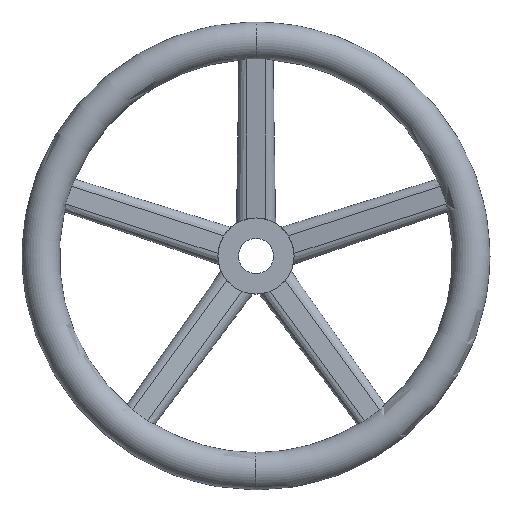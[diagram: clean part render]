
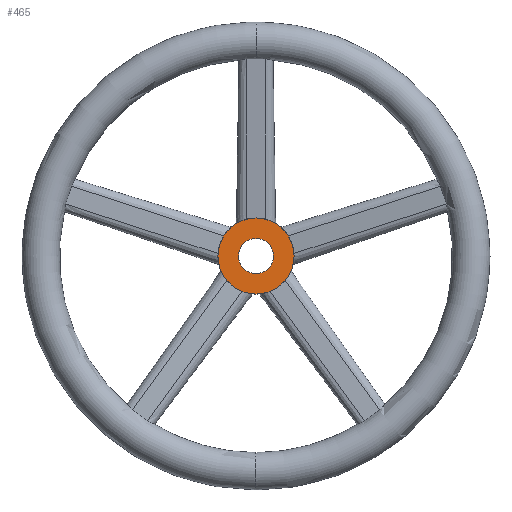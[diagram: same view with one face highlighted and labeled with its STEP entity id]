
A CAD part, top view. The second image highlights one B-rep face of the part: STEP entity #465.
In plain terms, the highlighted planar face has unit normal (0, 0, 1).
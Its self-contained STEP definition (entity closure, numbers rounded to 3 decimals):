
#327=EDGE_CURVE('',#413,#551,#746,.T.);
#413=VERTEX_POINT('',#837);
#463=VERTEX_POINT('',#892);
#465=ADVANCED_FACE('',(#894,#895),#896,.T.);
#485=EDGE_CURVE('',#605,#463,#918,.T.);
#551=VERTEX_POINT('',#990);
#553=EDGE_CURVE('',#551,#413,#992,.T.);
#593=EDGE_CURVE('',#463,#605,#1035,.T.);
#605=VERTEX_POINT('',#1047);
#746=CIRCLE('',#1426,15.0);
#837=CARTESIAN_POINT('',(0.,-15.0,38.));
#892=CARTESIAN_POINT('',(0.,-32.5,38.));
#894=FACE_BOUND('',#2048,.T.);
#895=FACE_OUTER_BOUND('',#2049,.T.);
#896=PLANE('',#2050);
#918=CIRCLE('',#2077,32.5);
#990=CARTESIAN_POINT('',(0.,15.,38.));
#992=CIRCLE('',#2325,15.0);
#1035=CIRCLE('',#2492,32.5);
#1047=CARTESIAN_POINT('',(0.,32.5,38.));
#1426=AXIS2_PLACEMENT_3D('',#2652,#2653,#2654);
#2048=EDGE_LOOP('',(#2788,#2789));
#2049=EDGE_LOOP('',(#2790,#2791));
#2050=AXIS2_PLACEMENT_3D('',#2792,#2793,#2794);
#2077=AXIS2_PLACEMENT_3D('',#2828,#2829,#2830);
#2325=AXIS2_PLACEMENT_3D('',#2923,#2924,#2925);
#2492=AXIS2_PLACEMENT_3D('',#2965,#2966,#2967);
#2652=CARTESIAN_POINT('',(0.,0.,38.));
#2653=DIRECTION('',(0.,0.,1.0));
#2654=DIRECTION('',(0.,1.0,0.));
#2788=ORIENTED_EDGE('',*,*,#553,.F.);
#2789=ORIENTED_EDGE('',*,*,#327,.F.);
#2790=ORIENTED_EDGE('',*,*,#485,.T.);
#2791=ORIENTED_EDGE('',*,*,#593,.T.);
#2792=CARTESIAN_POINT('',(0.,23.75,38.));
#2793=DIRECTION('',(0.,0.,1.0));
#2794=DIRECTION('',(0.,1.0,0.0));
#2828=CARTESIAN_POINT('',(0.,0.,38.));
#2829=DIRECTION('',(0.,0.,1.0));
#2830=DIRECTION('',(0.,1.0,0.));
#2923=CARTESIAN_POINT('',(0.,0.,38.));
#2924=DIRECTION('',(0.,0.,1.0));
#2925=DIRECTION('',(0.,1.0,0.));
#2965=CARTESIAN_POINT('',(0.,0.,38.));
#2966=DIRECTION('',(0.,0.,1.0));
#2967=DIRECTION('',(0.,1.0,0.));
